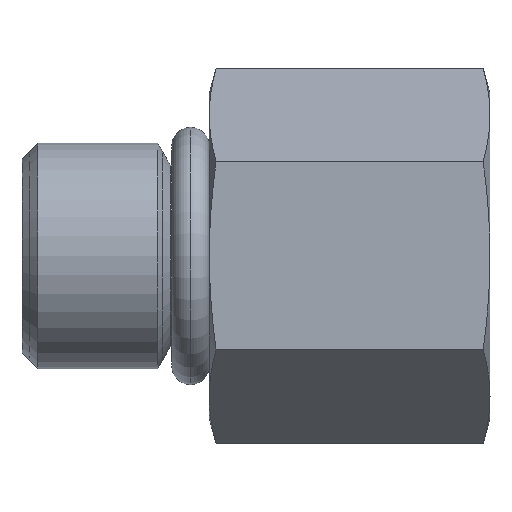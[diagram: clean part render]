
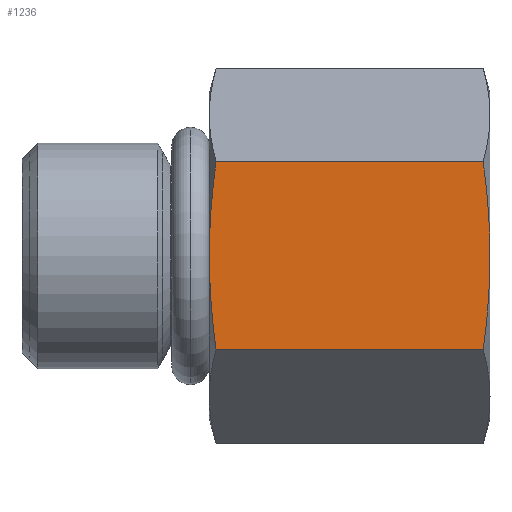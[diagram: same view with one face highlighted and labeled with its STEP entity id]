
A CAD part, top view. The second image highlights one B-rep face of the part: STEP entity #1236.
In plain terms, the highlighted planar face has unit normal (0, 0, 1).
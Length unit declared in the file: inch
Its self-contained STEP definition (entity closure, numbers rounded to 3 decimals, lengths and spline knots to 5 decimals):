
#411=DIRECTION('',(-1.,0.,0.));
#412=VECTOR('',#411,0.51359);
#413=CARTESIAN_POINT('',(-0.01345,-0.18042,0.3125));
#414=LINE('',#413,#412);
#445=CARTESIAN_POINT('',(-0.52705,0.18042,0.3125));
#446=CARTESIAN_POINT('',(-0.52842,0.17015,0.3125));
#447=CARTESIAN_POINT('',(-0.53098,0.14976,0.3125));
#448=CARTESIAN_POINT('',(-0.53416,0.11979,0.3125));
#449=CARTESIAN_POINT('',(-0.53671,0.09001,0.3125));
#450=CARTESIAN_POINT('',(-0.53859,0.06013,
0.3125));
#451=CARTESIAN_POINT('',(-0.53974,0.03014,
0.3125));
#452=CARTESIAN_POINT('',(-0.54,0.01006,
0.3125));
#453=CARTESIAN_POINT('',(-0.54,0.,
0.3125));
#455=DIRECTION('',(-1.,0.,0.));
#456=VECTOR('',#455,0.51359);
#457=CARTESIAN_POINT('',(-0.01345,0.18042,0.3125));
#458=LINE('',#457,#456);
#459=CARTESIAN_POINT('',(-0.0005,0.,
0.3125));
#460=CARTESIAN_POINT('',(-0.0005,0.01009,
0.3125));
#461=CARTESIAN_POINT('',(-0.00076,0.03021,
0.3125));
#462=CARTESIAN_POINT('',(-0.00192,0.06029,
0.3125));
#463=CARTESIAN_POINT('',(-0.0038,0.09019,0.3125));
#464=CARTESIAN_POINT('',(-0.00636,0.11998,0.3125));
#465=CARTESIAN_POINT('',(-0.00954,0.14987,0.3125));
#466=CARTESIAN_POINT('',(-0.01208,0.17019,0.3125));
#467=CARTESIAN_POINT('',(-0.01345,0.18042,0.3125));
#469=CARTESIAN_POINT('',(-0.01345,-0.18042,0.3125));
#470=CARTESIAN_POINT('',(-0.01208,-0.17015,0.3125));
#471=CARTESIAN_POINT('',(-0.00952,-0.14976,0.3125));
#472=CARTESIAN_POINT('',(-0.00634,-0.11979,0.3125));
#473=CARTESIAN_POINT('',(-0.00379,-0.09001,0.3125));
#474=CARTESIAN_POINT('',(-0.00191,-0.06013,
0.3125));
#475=CARTESIAN_POINT('',(-0.00076,-0.03014,
0.3125));
#476=CARTESIAN_POINT('',(-0.0005,-0.01006,
0.3125));
#477=CARTESIAN_POINT('',(-0.0005,0.,
0.3125));
#479=CARTESIAN_POINT('',(-0.54,0.,
0.3125));
#480=CARTESIAN_POINT('',(-0.54,-0.01009,
0.3125));
#481=CARTESIAN_POINT('',(-0.53974,-0.03021,
0.3125));
#482=CARTESIAN_POINT('',(-0.53858,-0.06029,
0.3125));
#483=CARTESIAN_POINT('',(-0.5367,-0.09019,0.3125));
#484=CARTESIAN_POINT('',(-0.53414,-0.11998,0.3125));
#485=CARTESIAN_POINT('',(-0.53096,-0.14987,0.3125));
#486=CARTESIAN_POINT('',(-0.52842,-0.17019,0.3125));
#487=CARTESIAN_POINT('',(-0.52705,-0.18042,0.3125));
#513=CARTESIAN_POINT('',(-0.01345,0.18042,0.3125));
#531=CARTESIAN_POINT('',(-0.52705,0.18042,0.3125));
#652=VERTEX_POINT('',#513);
#655=VERTEX_POINT('',#469);
#656=VERTEX_POINT('',#477);
#690=VERTEX_POINT('',#531);
#691=VERTEX_POINT('',#453);
#692=VERTEX_POINT('',#487);
#1219=CARTESIAN_POINT('',(0.,0.18042,0.3125));
#1220=DIRECTION('',(0.,0.,1.));
#1221=DIRECTION('',(0.,-1.,0.));
#1222=AXIS2_PLACEMENT_3D('',#1219,#1220,#1221);
#1223=PLANE('',#1222);
#1225=ORIENTED_EDGE('',*,*,#1224,.F.);
#1227=ORIENTED_EDGE('',*,*,#1226,.F.);
#1229=ORIENTED_EDGE('',*,*,#1228,.F.);
#1231=ORIENTED_EDGE('',*,*,#1230,.F.);
#1232=ORIENTED_EDGE('',*,*,#1182,.T.);
#1233=ORIENTED_EDGE('',*,*,#1205,.F.);
#1234=EDGE_LOOP('',(#1225,#1227,#1229,#1231,#1232,#1233));
#1235=FACE_OUTER_BOUND('',#1234,.F.);
#1236=ADVANCED_FACE('',(#1235),#1223,.T.);
#454=B_SPLINE_CURVE_WITH_KNOTS('',3,(#445,#446,#447,#448,#449,#450,#451,#452,
#453),.UNSPECIFIED.,.F.,.F.,(4,1,1,1,1,1,4),(0.,0.16667,
0.33333,0.5,0.66667,0.83333,1.),
.UNSPECIFIED.);
#468=B_SPLINE_CURVE_WITH_KNOTS('',3,(#459,#460,#461,#462,#463,#464,#465,#466,
#467),.UNSPECIFIED.,.F.,.F.,(4,1,1,1,1,1,4),(0.,0.16667,
0.33333,0.5,0.66667,0.83333,1.),
.UNSPECIFIED.);
#478=B_SPLINE_CURVE_WITH_KNOTS('',3,(#469,#470,#471,#472,#473,#474,#475,#476,
#477),.UNSPECIFIED.,.F.,.F.,(4,1,1,1,1,1,4),(0.,0.16667,
0.33333,0.5,0.66667,0.83333,1.),
.UNSPECIFIED.);
#488=B_SPLINE_CURVE_WITH_KNOTS('',3,(#479,#480,#481,#482,#483,#484,#485,#486,
#487),.UNSPECIFIED.,.F.,.F.,(4,1,1,1,1,1,4),(0.,0.16667,
0.33333,0.5,0.66667,0.83333,1.),
.UNSPECIFIED.);
#1182=EDGE_CURVE('',#655,#692,#414,.T.);
#1205=EDGE_CURVE('',#691,#692,#488,.T.);
#1224=EDGE_CURVE('',#690,#691,#454,.T.);
#1226=EDGE_CURVE('',#652,#690,#458,.T.);
#1228=EDGE_CURVE('',#656,#652,#468,.T.);
#1230=EDGE_CURVE('',#655,#656,#478,.T.);
